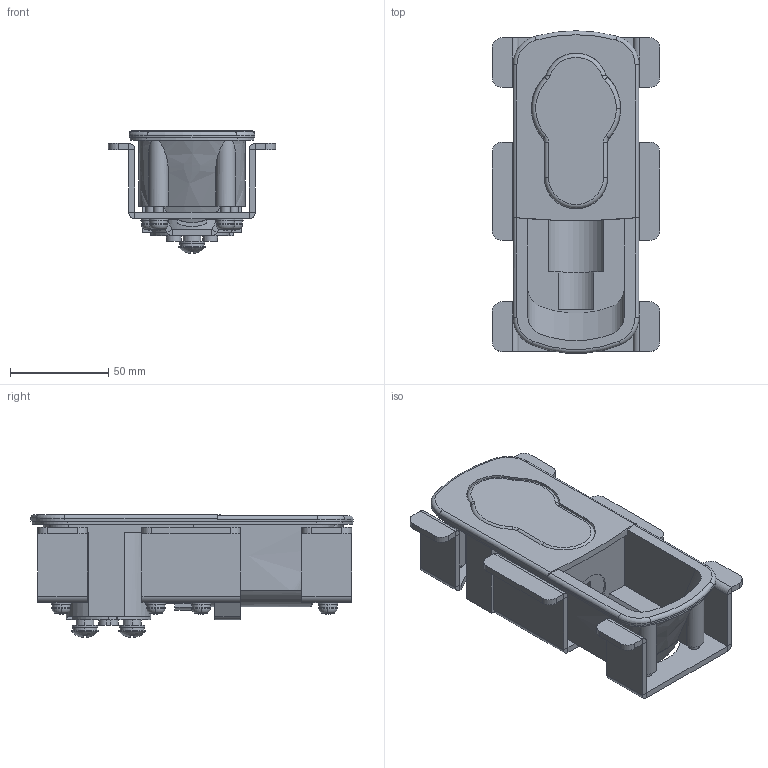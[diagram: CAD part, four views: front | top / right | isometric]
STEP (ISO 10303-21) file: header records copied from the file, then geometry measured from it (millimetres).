
FILE_DESCRIPTION (( 'STEP AP203' ), '1' );
FILE_NAME ('A-437.STEP', '2010-01-13T04:45:14', ( ' ' ), ( ' ' ), 'SwSTEP 2.0', 'SolidWorks 2007', '' );
FILE_SCHEMA (( 'CONFIG_CONTROL_DESIGN' ));
Length unit declared in the file: millimetre
Products named in the file (11): A-437 cam__蹬怮椔; A-437 packing__蹬怮椔; A-437 M5xL15-P3__蹬怮椔; A-437; A-437 body__蹬怮椔; A-437 shaft__蹬怮椔; A-437 handle__蹬怮椔; A-437 bracket-a__蹬怮椔; A-437 bracket-b__蹬怮椔; A-437 M6xL10-P3__蹬怮椔; A-437 M5xL12-P3__蹬怮椔
Assembly tree (18 placements, depth 2):
  A-437
    A-437 bracket-a__蹬怮椔  x2
    A-437 packing__蹬怮椔
    A-437 handle__蹬怮椔
    A-437 cam__蹬怮椔
    A-437 M6xL10-P3__蹬怮椔  x2
    A-437 M5xL12-P3__蹬怮椔  x6
    A-437 M5xL15-P3__蹬怮椔  x2
    A-437 shaft__蹬怮椔
    A-437 bracket-b__蹬怮椔
    A-437 body__蹬怮椔
Bounding box: 85 x 163.82 x 62.44 mm (x, y, z)
Volume: 257084.4 mm3; surface area: 121160.1 mm2
Topology: 18 solids, 18 shells, 711 faces, 1731 edges, 1107 vertices
Faces by surface type: plane 412, cylinder 245, torus 31, sphere 20, bspline 3
Entity records: 15514 total; most frequent: CARTESIAN_POINT 2690, DIRECTION 2545, ORIENTED_EDGE 2290, EDGE_CURVE 1145, AXIS2_PLACEMENT_3D 934, VERTEX_POINT 731, VECTOR 677, LINE 677
